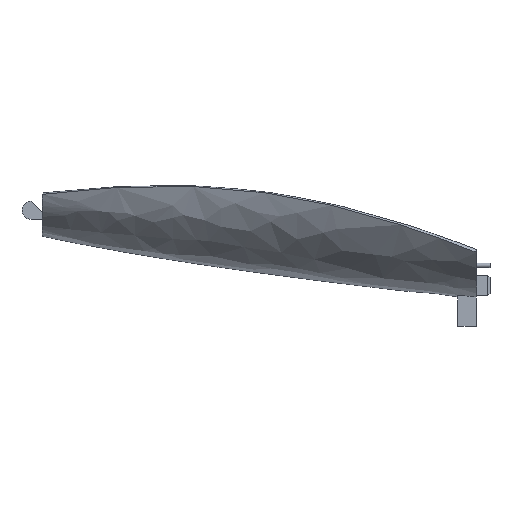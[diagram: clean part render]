
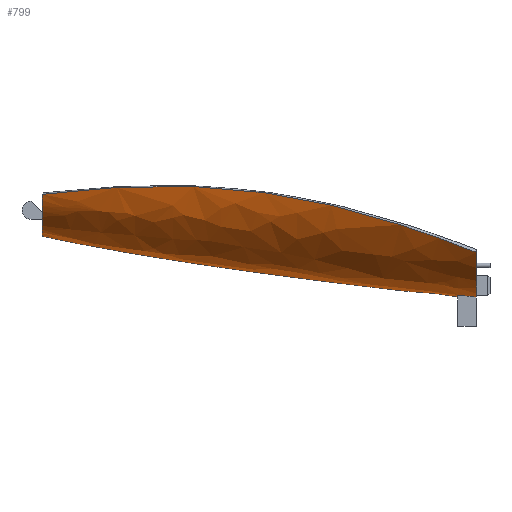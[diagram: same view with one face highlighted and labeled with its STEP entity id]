
A CAD part, left-side view. The second image highlights one B-rep face of the part: STEP entity #799.
In plain terms, the highlighted free-form (B-spline) face has degree [3, 2] with [4, 5] control points.
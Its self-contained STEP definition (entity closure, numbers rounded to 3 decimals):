
#43=(
BOUNDED_SURFACE()
B_SPLINE_SURFACE(3,2,((#1290,#1291,#1292,#1293,#1294),(#1295,#1296,#1297,
#1298,#1299),(#1300,#1301,#1302,#1303,#1304),(#1305,#1306,#1307,#1308,#1309)),
 .UNSPECIFIED.,.F.,.F.,.F.)
B_SPLINE_SURFACE_WITH_KNOTS((4,4),(3,2,3),(0.01,0.26),
(-1.435,-0.001,1.433),.UNSPECIFIED.)
GEOMETRIC_REPRESENTATION_ITEM()
RATIONAL_B_SPLINE_SURFACE(((1.,0.754,1.,
0.754,1.),(1.,0.754,1.,0.754,
1.),(1.,0.754,1.,0.754,1.),(1.,0.754,
1.,0.754,1.)))
REPRESENTATION_ITEM('')
SURFACE()
);
#46=B_SPLINE_CURVE_WITH_KNOTS('',3,(#1162,#1163,#1164,#1165,#1166),
 .UNSPECIFIED.,.F.,.F.,(4,1,4),(-2.038,-1.154,-0.119),
 .UNSPECIFIED.);
#54=B_SPLINE_CURVE_WITH_KNOTS('',3,(#1310,#1311,#1312,#1313,#1314,#1315),
 .UNSPECIFIED.,.F.,.F.,(4,2,4),(0.,0.2,0.4),
 .UNSPECIFIED.);
#55=B_SPLINE_CURVE_WITH_KNOTS('',3,(#1317,#1318,#1319,#1320,#1321),
 .UNSPECIFIED.,.F.,.F.,(4,1,4),(-4.947,-3.913,-3.029),
 .UNSPECIFIED.);
#56=B_SPLINE_CURVE_WITH_KNOTS('',3,(#1323,#1324,#1325,#1326,#1327,#1328,
#1329,#1330,#1331,#1332,#1333,#1334),.UNSPECIFIED.,.F.,.F.,(4,1,1,1,1,1,
1,1,1,4),(-8.75,-7.5,-6.25,-5.,
-4.375,-3.75,-3.125,-2.5,
-1.25,0.),.UNSPECIFIED.);
#57=B_SPLINE_CURVE_WITH_KNOTS('',3,(#1336,#1337,#1338,#1339,#1340,#1341),
 .UNSPECIFIED.,.F.,.F.,(4,1,1,4),(-2.132,-1.664,-1.197,
-0.496),.UNSPECIFIED.);
#58=B_SPLINE_CURVE_WITH_KNOTS('',3,(#1343,#1344,#1345,#1346,#1347,#1348),
 .UNSPECIFIED.,.F.,.F.,(4,1,1,4),(-3.767,-3.066,-2.599,
-2.132),.UNSPECIFIED.);
#59=B_SPLINE_CURVE_WITH_KNOTS('',3,(#1349,#1350,#1351,#1352,#1353,#1354,
#1355,#1356,#1357,#1358,#1359),.UNSPECIFIED.,.F.,.F.,(4,1,1,1,1,1,1,1,4),
(-9.801,-8.401,-7.001,-6.301,
-5.601,-4.201,-2.8,-1.4,
0.),.UNSPECIFIED.);
#88=CIRCLE('',#865,27.031);
#90=CIRCLE('',#869,2192.612);
#110=FACE_OUTER_BOUND('',#154,.T.);
#154=EDGE_LOOP('',(#561,#562,#563,#564,#565,#566,#567,#568,#569));
#330=VERTEX_POINT('',#1129);
#331=VERTEX_POINT('',#1131);
#332=VERTEX_POINT('',#1154);
#333=VERTEX_POINT('',#1161);
#344=VERTEX_POINT('',#1287);
#345=VERTEX_POINT('',#1316);
#346=VERTEX_POINT('',#1322);
#347=VERTEX_POINT('',#1335);
#348=VERTEX_POINT('',#1342);
#412=EDGE_CURVE('',#330,#331,#88,.T.);
#414=EDGE_CURVE('',#332,#333,#46,.T.);
#430=EDGE_CURVE('',#331,#344,#90,.F.);
#431=EDGE_CURVE('',#332,#330,#54,.F.);
#432=EDGE_CURVE('',#345,#344,#55,.T.);
#433=EDGE_CURVE('',#346,#345,#56,.T.);
#434=EDGE_CURVE('',#347,#346,#57,.T.);
#435=EDGE_CURVE('',#348,#347,#58,.T.);
#436=EDGE_CURVE('',#333,#348,#59,.T.);
#561=ORIENTED_EDGE('',*,*,#431,.T.);
#562=ORIENTED_EDGE('',*,*,#412,.T.);
#563=ORIENTED_EDGE('',*,*,#430,.T.);
#564=ORIENTED_EDGE('',*,*,#432,.F.);
#565=ORIENTED_EDGE('',*,*,#433,.F.);
#566=ORIENTED_EDGE('',*,*,#434,.F.);
#567=ORIENTED_EDGE('',*,*,#435,.F.);
#568=ORIENTED_EDGE('',*,*,#436,.F.);
#569=ORIENTED_EDGE('',*,*,#414,.F.);
#799=ADVANCED_FACE('',(#110),#43,.T.);
#865=AXIS2_PLACEMENT_3D('',#1133,#945,#946);
#869=AXIS2_PLACEMENT_3D('',#1289,#960,#961);
#945=DIRECTION('center_axis',(0.,1.,0.));
#946=DIRECTION('ref_axis',(-0.185,0.,-0.983));
#960=DIRECTION('center_axis',(1.,0.,0.));
#961=DIRECTION('ref_axis',(0.,0.111,-0.994));
#1129=CARTESIAN_POINT('',(5.,9.031,-26.564));
#1131=CARTESIAN_POINT('',(-5.,9.031,-26.564));
#1133=CARTESIAN_POINT('Origin',(0.,9.031,0.));
#1154=CARTESIAN_POINT('',(5.,5.054,-26.999));
#1161=CARTESIAN_POINT('',(21.385,5.054,-17.231));
#1162=CARTESIAN_POINT('Ctrl Pts',(5.,5.054,-26.999));
#1163=CARTESIAN_POINT('Ctrl Pts',(7.942,5.054,-26.451));
#1164=CARTESIAN_POINT('Ctrl Pts',(14.142,5.054,-24.228));
#1165=CARTESIAN_POINT('Ctrl Pts',(19.185,5.054,-19.961));
#1166=CARTESIAN_POINT('Ctrl Pts',(21.385,5.054,-17.231));
#1287=CARTESIAN_POINT('',(-5.001,5.054,-26.999));
#1289=CARTESIAN_POINT('Origin',(-5.,-234.019,2152.535));
#1290=CARTESIAN_POINT('Ctrl Pts',(-27.211,5.054,-3.713));
#1291=CARTESIAN_POINT('Ctrl Pts',(-23.974,5.054,-27.436));
#1292=CARTESIAN_POINT('Ctrl Pts',(-0.031,5.054,-27.463));
#1293=CARTESIAN_POINT('Ctrl Pts',(23.912,5.054,-27.49));
#1294=CARTESIAN_POINT('Ctrl Pts',(27.203,5.054,-3.774));
#1295=CARTESIAN_POINT('Ctrl Pts',(-22.667,47.571,-3.093));
#1296=CARTESIAN_POINT('Ctrl Pts',(-19.97,47.571,-22.855));
#1297=CARTESIAN_POINT('Ctrl Pts',(-0.026,47.571,
-22.877));
#1298=CARTESIAN_POINT('Ctrl Pts',(19.919,47.571,-22.899));
#1299=CARTESIAN_POINT('Ctrl Pts',(22.66,47.571,-3.144));
#1300=CARTESIAN_POINT('Ctrl Pts',(-18.124,79.247,-2.473));
#1301=CARTESIAN_POINT('Ctrl Pts',(-15.968,79.247,-18.274));
#1302=CARTESIAN_POINT('Ctrl Pts',(-0.02,79.247,-18.292));
#1303=CARTESIAN_POINT('Ctrl Pts',(15.927,79.247,-18.31));
#1304=CARTESIAN_POINT('Ctrl Pts',(18.118,79.247,-2.514));
#1305=CARTESIAN_POINT('Ctrl Pts',(-13.573,100.108,-1.852));
#1306=CARTESIAN_POINT('Ctrl Pts',(-11.958,100.108,-13.686));
#1307=CARTESIAN_POINT('Ctrl Pts',(-0.015,100.108,
-13.699));
#1308=CARTESIAN_POINT('Ctrl Pts',(11.928,100.108,-13.712));
#1309=CARTESIAN_POINT('Ctrl Pts',(13.569,100.108,-1.882));
#1310=CARTESIAN_POINT('Ctrl Pts',(5.,9.031,-26.564));
#1311=CARTESIAN_POINT('Ctrl Pts',(5.,8.368,-26.638));
#1312=CARTESIAN_POINT('Ctrl Pts',(5.,7.705,-26.712));
#1313=CARTESIAN_POINT('Ctrl Pts',(5.,6.38,-26.858));
#1314=CARTESIAN_POINT('Ctrl Pts',(5.,5.717,-26.931));
#1315=CARTESIAN_POINT('Ctrl Pts',(5.,5.054,-27.004));
#1316=CARTESIAN_POINT('',(-21.385,5.054,-17.231));
#1317=CARTESIAN_POINT('Ctrl Pts',(-21.385,5.054,-17.231));
#1318=CARTESIAN_POINT('Ctrl Pts',(-19.185,5.054,-19.961));
#1319=CARTESIAN_POINT('Ctrl Pts',(-14.139,5.054,-24.231));
#1320=CARTESIAN_POINT('Ctrl Pts',(-7.941,5.054,-26.452));
#1321=CARTESIAN_POINT('Ctrl Pts',(-5.001,5.054,-26.999));
#1322=CARTESIAN_POINT('',(-12.93,100.108,-4.524));
#1323=CARTESIAN_POINT('Ctrl Pts',(-12.93,100.108,-4.524));
#1324=CARTESIAN_POINT('Ctrl Pts',(-14.166,95.614,-3.988));
#1325=CARTESIAN_POINT('Ctrl Pts',(-16.258,86.304,-3.034));
#1326=CARTESIAN_POINT('Ctrl Pts',(-18.743,72.062,-2.501));
#1327=CARTESIAN_POINT('Ctrl Pts',(-20.473,60.025,-3.097));
#1328=CARTESIAN_POINT('Ctrl Pts',(-21.604,50.536,-4.249));
#1329=CARTESIAN_POINT('Ctrl Pts',(-22.307,43.414,-5.451));
#1330=CARTESIAN_POINT('Ctrl Pts',(-22.819,36.392,-6.97));
#1331=CARTESIAN_POINT('Ctrl Pts',(-23.186,27.431,-9.303));
#1332=CARTESIAN_POINT('Ctrl Pts',(-23.011,16.798,-12.71));
#1333=CARTESIAN_POINT('Ctrl Pts',(-22.078,8.885,-15.713));
#1334=CARTESIAN_POINT('Ctrl Pts',(-21.385,5.054,-17.231));
#1335=CARTESIAN_POINT('',(0.,100.108,-13.699));
#1336=CARTESIAN_POINT('Ctrl Pts',(0.,100.108,
-13.699));
#1337=CARTESIAN_POINT('Ctrl Pts',(-1.612,100.108,-13.699));
#1338=CARTESIAN_POINT('Ctrl Pts',(-4.826,100.108,-13.126));
#1339=CARTESIAN_POINT('Ctrl Pts',(-9.775,100.108,-10.237));
#1340=CARTESIAN_POINT('Ctrl Pts',(-12.131,100.108,-6.809));
#1341=CARTESIAN_POINT('Ctrl Pts',(-12.93,100.108,-4.524));
#1342=CARTESIAN_POINT('',(12.93,100.108,-4.524));
#1343=CARTESIAN_POINT('Ctrl Pts',(12.93,100.108,-4.524));
#1344=CARTESIAN_POINT('Ctrl Pts',(12.132,100.108,-6.807));
#1345=CARTESIAN_POINT('Ctrl Pts',(9.775,100.108,-10.239));
#1346=CARTESIAN_POINT('Ctrl Pts',(4.828,100.108,-13.124));
#1347=CARTESIAN_POINT('Ctrl Pts',(1.612,100.108,-13.699));
#1348=CARTESIAN_POINT('Ctrl Pts',(0.,100.108,
-13.699));
#1349=CARTESIAN_POINT('Ctrl Pts',(21.385,5.054,-17.231));
#1350=CARTESIAN_POINT('Ctrl Pts',(22.083,8.912,-15.702));
#1351=CARTESIAN_POINT('Ctrl Pts',(23.02,16.903,-12.672));
#1352=CARTESIAN_POINT('Ctrl Pts',(23.187,27.607,-9.248));
#1353=CARTESIAN_POINT('Ctrl Pts',(22.801,36.706,-6.894));
#1354=CARTESIAN_POINT('Ctrl Pts',(22.104,46.078,-4.891));
#1355=CARTESIAN_POINT('Ctrl Pts',(20.799,57.741,-3.21));
#1356=CARTESIAN_POINT('Ctrl Pts',(18.735,72.117,-2.5));
#1357=CARTESIAN_POINT('Ctrl Pts',(16.25,86.336,-3.037));
#1358=CARTESIAN_POINT('Ctrl Pts',(14.163,95.623,-3.989));
#1359=CARTESIAN_POINT('Ctrl Pts',(12.93,100.108,-4.524));
